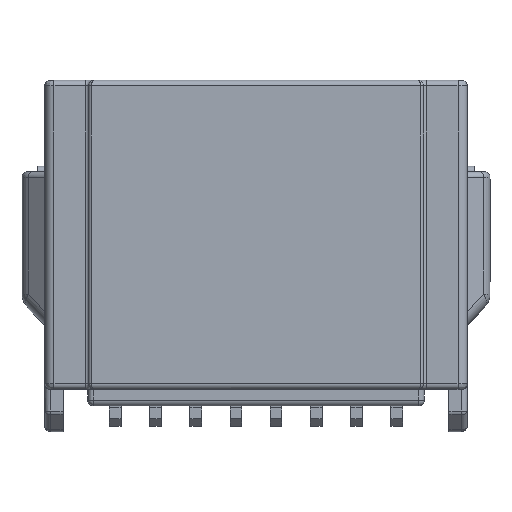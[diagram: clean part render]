
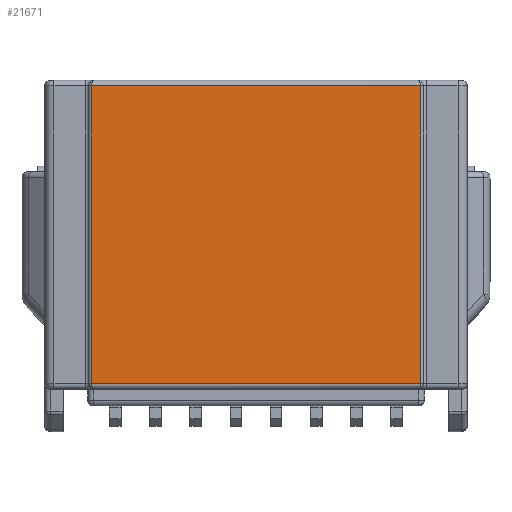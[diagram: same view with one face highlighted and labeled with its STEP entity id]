
A CAD part, top view. The second image highlights one B-rep face of the part: STEP entity #21671.
In plain terms, the highlighted planar face has unit normal (0, 0, 1).
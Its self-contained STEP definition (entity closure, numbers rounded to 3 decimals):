
#5491=DIRECTION('',(-1.,0.,0.));
#5492=VECTOR('',#5491,18.);
#5493=CARTESIAN_POINT('',(9.,3.95,-4.05));
#5494=LINE('',#5493,#5492);
#5631=DIRECTION('',(1.,0.,0.));
#5632=VECTOR('',#5631,18.);
#5633=CARTESIAN_POINT('',(-9.,20.25,-4.05));
#5634=LINE('',#5633,#5632);
#5674=CARTESIAN_POINT('',(-9.,20.25,-4.05));
#5778=DIRECTION('',(0.,-1.,0.));
#5779=VECTOR('',#5778,16.3);
#5780=CARTESIAN_POINT('',(9.,20.25,-4.05));
#5781=LINE('',#5780,#5779);
#6697=DIRECTION('',(0.,1.,0.));
#6698=VECTOR('',#6697,16.3);
#6699=CARTESIAN_POINT('',(-9.,3.95,-4.05));
#6700=LINE('',#6699,#6698);
#11323=VERTEX_POINT('',#5674);
#11326=CARTESIAN_POINT('',(9.,20.25,-4.05));
#11327=VERTEX_POINT('',#11326);
#11388=CARTESIAN_POINT('',(9.,3.95,-4.05));
#11389=VERTEX_POINT('',#11388);
#11390=CARTESIAN_POINT('',(-9.,3.95,-4.05));
#11391=VERTEX_POINT('',#11390);
#21657=CARTESIAN_POINT('',(-11.55,3.95,-4.05));
#21658=DIRECTION('',(0.,0.,-1.));
#21659=DIRECTION('',(-1.,0.,0.));
#21660=AXIS2_PLACEMENT_3D('',#21657,#21658,#21659);
#21661=PLANE('',#21660);
#21663=ORIENTED_EDGE('',*,*,#21662,.T.);
#21665=ORIENTED_EDGE('',*,*,#21664,.T.);
#21666=ORIENTED_EDGE('',*,*,#21644,.T.);
#21668=ORIENTED_EDGE('',*,*,#21667,.T.);
#21669=EDGE_LOOP('',(#21663,#21665,#21666,#21668));
#21670=FACE_OUTER_BOUND('',#21669,.F.);
#21671=ADVANCED_FACE('',(#21670),#21661,.F.);
#21644=EDGE_CURVE('',#11389,#11391,#5494,.T.);
#21662=EDGE_CURVE('',#11323,#11327,#5634,.T.);
#21664=EDGE_CURVE('',#11327,#11389,#5781,.T.);
#21667=EDGE_CURVE('',#11391,#11323,#6700,.T.);
